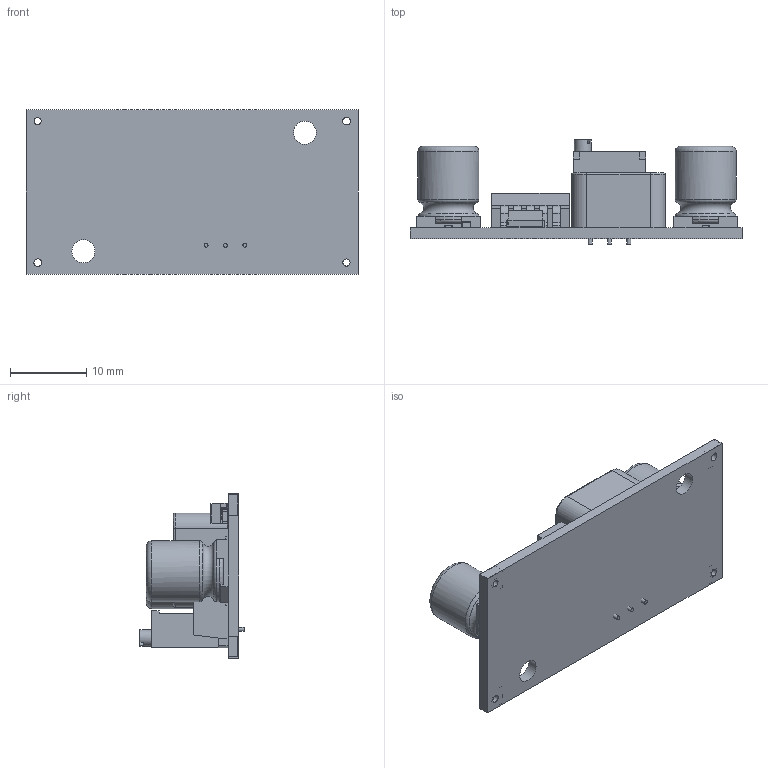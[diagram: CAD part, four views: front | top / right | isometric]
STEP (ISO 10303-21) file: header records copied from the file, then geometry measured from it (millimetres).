
FILE_DESCRIPTION(('FreeCAD Model'),'2;1');
FILE_NAME('LM2596_DC_DC_Buck_Converter_Module_cp.step', '2019-08-01T18:22:41',('kicad StepUp'),('ksu MCAD'), 'Open CASCADE STEP processor 7.3','FreeCAD','Unknown');
FILE_SCHEMA(('AUTOMOTIVE_DESIGN { 1 0 10303 214 1 1 1 1 }'));
Length unit declared in the file: millimetre
Products named in the file (1): LM2596_DC_DC_Buck_Converter_Module_cp
Bounding box: 43.5 x 13.65 x 21.52 mm (x, y, z)
Volume: 4297.6 mm3; surface area: 4663.1 mm2
Topology: 18 solids, 18 shells, 747 faces, 2338 edges, 1993 vertices
Faces by surface type: plane 422, bspline 140, cylinder 130, sphere 32, torus 14, cone 9
Full cylindrical faces by diameter (mm): 0.51 x3, 0.914 x1, 0.947 x1, 1 x1, 1.004 x1, 1.013 x1, 1.02 x1, 1.353 x4, 2.19 x1, 2.998 x1, 3.017 x1, 8 x2
Entity records: 32478 total; most frequent: CARTESIAN_POINT 7928, ORIENTED_EDGE 3812, DIRECTION 3608, EDGE_CURVE 1906, LINE 1458, VECTOR 1458, VERTEX_POINT 1221, AXIS2_PLACEMENT_3D 1075
